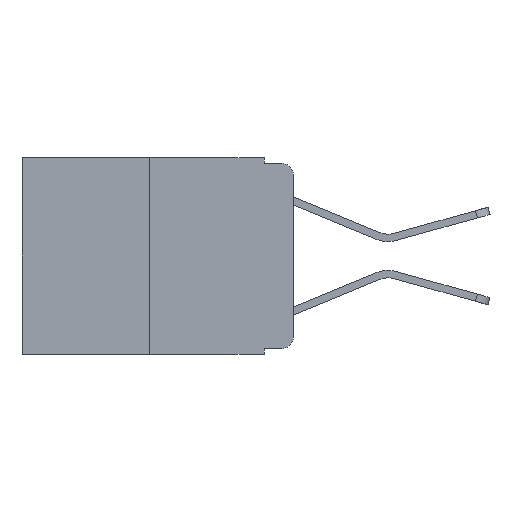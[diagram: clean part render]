
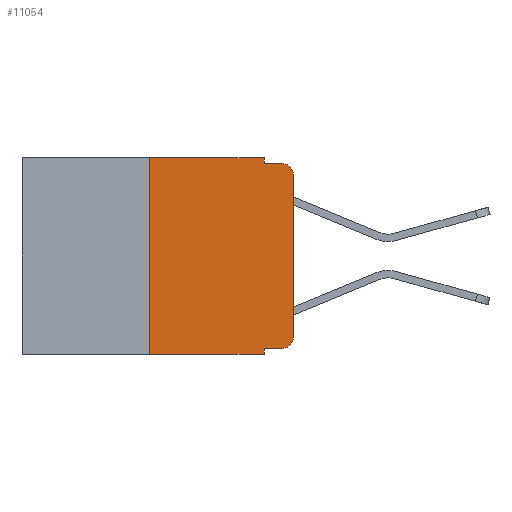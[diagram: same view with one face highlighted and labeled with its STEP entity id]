
A CAD part, left-side view. The second image highlights one B-rep face of the part: STEP entity #11054.
In plain terms, the highlighted planar face has unit normal (-1, 0, 0).
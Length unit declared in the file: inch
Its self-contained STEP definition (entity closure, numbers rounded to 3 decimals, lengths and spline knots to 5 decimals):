
#139 = DIRECTION ( 'NONE',  ( 0., 0., 1. ) ) ;
#213 = DIRECTION ( 'NONE',  ( 0., 0., -1. ) ) ;
#386 = ORIENTED_EDGE ( 'NONE', *, *, #2461, .T. ) ;
#521 = CARTESIAN_POINT ( 'NONE',  ( 0., 0.02, -0.01 ) ) ;
#542 = DIRECTION ( 'NONE',  ( 0., 0., -1. ) ) ;
#684 = VERTEX_POINT ( 'NONE', #9558 ) ;
#939 = LINE ( 'NONE', #2940, #10082 ) ;
#1148 = CARTESIAN_POINT ( 'NONE',  ( 0., 0.473, 0. ) ) ;
#1243 = CARTESIAN_POINT ( 'NONE',  ( 0., 0.051, -0.343 ) ) ;
#1573 = VERTEX_POINT ( 'NONE', #6228 ) ;
#1838 = VERTEX_POINT ( 'NONE', #1243 ) ;
#1957 = LINE ( 'NONE', #4583, #6582 ) ;
#2049 = DIRECTION ( 'NONE',  ( 0., 0., -1. ) ) ;
#2228 = EDGE_CURVE ( 'NONE', #4772, #11228, #10905, .T. ) ;
#2240 = AXIS2_PLACEMENT_3D ( 'NONE', #7060, #10286, #542 ) ;
#2243 = CARTESIAN_POINT ( 'NONE',  ( 0., 0.051, 0. ) ) ;
#2461 = EDGE_CURVE ( 'NONE', #3477, #1838, #8649, .T. ) ;
#2940 = CARTESIAN_POINT ( 'NONE',  ( 0., 0.051, -0.01 ) ) ;
#3143 = EDGE_LOOP ( 'NONE', ( #8721, #11060, #7128, #10375, #3580, #4131, #386, #4443, #5860, #5502 ) ) ;
#3178 = DIRECTION ( 'NONE',  ( 0., -1., 0. ) ) ;
#3233 = FACE_OUTER_BOUND ( 'NONE', #3143, .T. ) ;
#3477 = VERTEX_POINT ( 'NONE', #7507 ) ;
#3580 = ORIENTED_EDGE ( 'NONE', *, *, #4921, .F. ) ;
#3630 = VECTOR ( 'NONE', #8463, 39.37008 ) ;
#3778 = VECTOR ( 'NONE', #7326, 39.37008 ) ;
#3857 = DIRECTION ( 'NONE',  ( 0., -1., 0. ) ) ;
#4081 = CARTESIAN_POINT ( 'NONE',  ( 0., 0., 0. ) ) ;
#4131 = ORIENTED_EDGE ( 'NONE', *, *, #11032, .F. ) ;
#4443 = ORIENTED_EDGE ( 'NONE', *, *, #6618, .F. ) ;
#4583 = CARTESIAN_POINT ( 'NONE',  ( 0., 0.051, -0.333 ) ) ;
#4728 = VERTEX_POINT ( 'NONE', #6353 ) ;
#4772 = VERTEX_POINT ( 'NONE', #5622 ) ;
#4785 = DIRECTION ( 'NONE',  ( 0., 0., -1. ) ) ;
#4859 = VECTOR ( 'NONE', #4785, 39.37008 ) ;
#4921 = EDGE_CURVE ( 'NONE', #1573, #9463, #9783, .T. ) ;
#5284 = AXIS2_PLACEMENT_3D ( 'NONE', #11208, #8863, #213 ) ;
#5488 = EDGE_CURVE ( 'NONE', #7457, #5839, #9638, .T. ) ;
#5502 = ORIENTED_EDGE ( 'NONE', *, *, #5488, .T. ) ;
#5527 = CARTESIAN_POINT ( 'NONE',  ( 0., 0.02, -0.333 ) ) ;
#5622 = CARTESIAN_POINT ( 'NONE',  ( 0., 0., -0.03 ) ) ;
#5743 = PLANE ( 'NONE',  #10489 ) ;
#5839 = VERTEX_POINT ( 'NONE', #7190 ) ;
#5860 = ORIENTED_EDGE ( 'NONE', *, *, #9847, .T. ) ;
#6228 = CARTESIAN_POINT ( 'NONE',  ( 0., 0.25, 0. ) ) ;
#6239 = LINE ( 'NONE', #10594, #3778 ) ;
#6262 = LINE ( 'NONE', #9139, #8295 ) ;
#6353 = CARTESIAN_POINT ( 'NONE',  ( 0., 0.051, -0.333 ) ) ;
#6582 = VECTOR ( 'NONE', #10603, 39.37008 ) ;
#6618 = EDGE_CURVE ( 'NONE', #4728, #1838, #7245, .T. ) ;
#6777 = CARTESIAN_POINT ( 'NONE',  ( 0., 0.051, 0. ) ) ;
#7060 = CARTESIAN_POINT ( 'NONE',  ( 0., 0.02, -0.03 ) ) ;
#7128 = ORIENTED_EDGE ( 'NONE', *, *, #7613, .F. ) ;
#7190 = CARTESIAN_POINT ( 'NONE',  ( 0., 0., -0.313 ) ) ;
#7245 = LINE ( 'NONE', #2243, #4859 ) ;
#7326 = DIRECTION ( 'NONE',  ( 0., 0., -1. ) ) ;
#7457 = VERTEX_POINT ( 'NONE', #5527 ) ;
#7507 = CARTESIAN_POINT ( 'NONE',  ( 0., 0.25, -0.343 ) ) ;
#7509 = DIRECTION ( 'NONE',  ( 1., 0., 0. ) ) ;
#7613 = EDGE_CURVE ( 'NONE', #684, #11228, #939, .T. ) ;
#7736 = EDGE_CURVE ( 'NONE', #5839, #4772, #8811, .T. ) ;
#8295 = VECTOR ( 'NONE', #139, 39.37008 ) ;
#8428 = CARTESIAN_POINT ( 'NONE',  ( 0., 0.473, -0.343 ) ) ;
#8463 = DIRECTION ( 'NONE',  ( 0., -1., 0. ) ) ;
#8649 = LINE ( 'NONE', #8428, #3630 ) ;
#8676 = EDGE_CURVE ( 'NONE', #9463, #684, #6239, .T. ) ;
#8721 = ORIENTED_EDGE ( 'NONE', *, *, #7736, .T. ) ;
#8811 = LINE ( 'NONE', #4081, #11196 ) ;
#8863 = DIRECTION ( 'NONE',  ( -1., 0., 0. ) ) ;
#9139 = CARTESIAN_POINT ( 'NONE',  ( 0., 0.25, 0. ) ) ;
#9463 = VERTEX_POINT ( 'NONE', #6777 ) ;
#9558 = CARTESIAN_POINT ( 'NONE',  ( 0., 0.051, -0.01 ) ) ;
#9638 = CIRCLE ( 'NONE', #5284, 0.02 ) ;
#9783 = LINE ( 'NONE', #10696, #11392 ) ;
#9847 = EDGE_CURVE ( 'NONE', #4728, #7457, #1957, .T. ) ;
#10082 = VECTOR ( 'NONE', #3857, 39.37008 ) ;
#10169 = DIRECTION ( 'NONE',  ( 0., 0., 1. ) ) ;
#10286 = DIRECTION ( 'NONE',  ( -1., 0., 0. ) ) ;
#10375 = ORIENTED_EDGE ( 'NONE', *, *, #8676, .F. ) ;
#10489 = AXIS2_PLACEMENT_3D ( 'NONE', #1148, #7509, #2049 ) ;
#10594 = CARTESIAN_POINT ( 'NONE',  ( 0., 0.051, 0. ) ) ;
#10603 = DIRECTION ( 'NONE',  ( 0., -1., 0. ) ) ;
#10696 = CARTESIAN_POINT ( 'NONE',  ( 0., 0.473, 0. ) ) ;
#10905 = CIRCLE ( 'NONE', #2240, 0.02 ) ;
#11032 = EDGE_CURVE ( 'NONE', #3477, #1573, #6262, .T. ) ;
#11054 = ADVANCED_FACE ( 'NONE', ( #3233 ), #5743, .F. ) ;
#11060 = ORIENTED_EDGE ( 'NONE', *, *, #2228, .T. ) ;
#11196 = VECTOR ( 'NONE', #10169, 39.37008 ) ;
#11208 = CARTESIAN_POINT ( 'NONE',  ( 0., 0.02, -0.313 ) ) ;
#11228 = VERTEX_POINT ( 'NONE', #521 ) ;
#11392 = VECTOR ( 'NONE', #3178, 39.37008 ) ;
